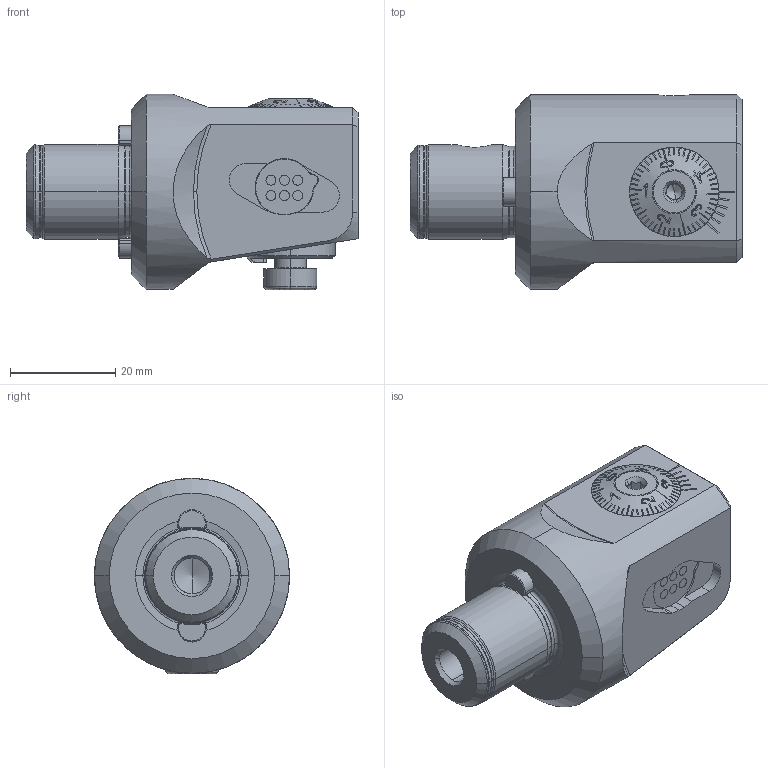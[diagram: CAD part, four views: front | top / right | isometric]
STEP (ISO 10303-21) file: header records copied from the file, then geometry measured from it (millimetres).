
FILE_DESCRIPTION (( 'STEP AP203' ), '1' );
FILE_NAME ('305.032.040.047.STEP', '2020-01-27T14:11:57', ( '' ), ( '' ), 'SwSTEP 2.0', 'SolidWorks 2017', '' );
FILE_SCHEMA (( 'CONFIG_CONTROL_DESIGN' ));
Length unit declared in the file: millimetre
Products named in the file (18): F32-BG3.006.026_A; DIN 7984 - M6 x 10; F32-BG2.017.004_A; DIN 3771 - 15x1.0; F32-BG1.DA3.017_B_Aktuell 0.6.2014-Mx1.3; F32-BG1.DA4.017_Standart; F32-BG2.014.012_A; Klebstoff D6; 305.032.040.047; T7 M2.5 x 6; Fxx-MAB.xxx.xxx_A_F32x1.3; ST3-ER2.001.007_A; F32-BG2.017.003_A; ISO 4026 - M6 x 8; ST3-F32.DA3.047_A_Aktuell 04.2019; PEE-DA3.011.026_A; F32-BG2.009.012_A; F32-BG1.010.006_A
Assembly tree (18 placements, depth 3):
  305.032.040.047
    ST3-F32.DA3.047_A_Aktuell 04.2019
    F32-BG1.DA4.017_Standart
      F32-BG1.DA3.017_B_Aktuell 0.6.2014-Mx1.3
      F32-BG2.014.012_A
      F32-BG2.017.003_A
      F32-BG2.017.004_A
      F32-BG2.009.012_A
      F32-BG1.010.006_A
      Fxx-MAB.xxx.xxx_A_F32x1.3
      DIN 3771 - 15x1.0
    Klebstoff D6
    T7 M2.5 x 6
    ISO 4026 - M6 x 8
    F32-BG3.006.026_A
    PEE-DA3.011.026_A
    DIN 7984 - M6 x 10
    ST3-ER2.001.007_A  x2
Bounding box: 63 x 37 x 37.05 mm (x, y, z)
Volume: 40125.4 mm3; surface area: 17538 mm2
Topology: 17 solids, 17 shells, 864 faces, 2203 edges, 1387 vertices
Faces by surface type: plane 407, cone 197, cylinder 167, torus 58, bspline 35
Entity records: 30291 total; most frequent: CARTESIAN_POINT 8637, ORIENTED_EDGE 4282, DIRECTION 3870, EDGE_CURVE 2141, AXIS2_PLACEMENT_3D 1448, VERTEX_POINT 1361, VECTOR 974, LINE 974
